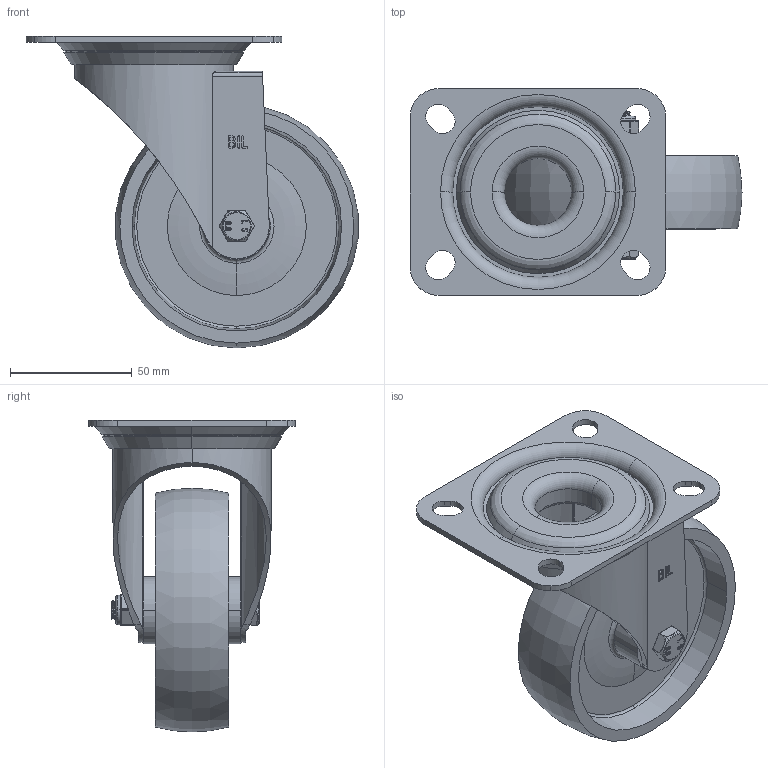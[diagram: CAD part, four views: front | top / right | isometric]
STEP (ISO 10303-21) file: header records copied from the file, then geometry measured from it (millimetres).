
FILE_DESCRIPTION(('STEP AP214'),'1');
FILE_NAME('BZMM100NYB.STEP','2022-02-03T10:26:20',(' '),(' '),'Spatial InterOp 3D',' ',' ');
FILE_SCHEMA(('AUTOMOTIVE_DESIGN { 1 0 10303 214 1 1 1 1 }'));
Length unit declared in the file: metre
Products named in the file (24): ZINC PLATED, PRESSED STEEL TOP PLATE; ZINC PLATED, PRESSED STEEL TOP PLATE Geometry; BALL BEARINGS; Component1; BZMM100AS; ZINC PLATED, PRESSED STEEL FORKS; BEARING SEAL; BZMM100NYB; TUBEM12X40; ZINC PLATED STEEL TUBE; NYLON WHEEL; NYLON WHEEL Geometry; CAP; BZMM100WNYRB; ROLLER BEARING; CAGE; ribs; Component2; HEXBOLTM8X55Z8.8; GRADE 8.8 ZINC PLATED BOLT; NYLOC NUT; NUT; RUBBER; NYLOCM8Z
Assembly tree (53 placements, depth 5):
  BZMM100NYB
    BZMM100AS
      ZINC PLATED, PRESSED STEEL TOP PLATE
        ZINC PLATED, PRESSED STEEL TOP PLATE Geometry
        BALL BEARINGS
          Component1  x24
      ZINC PLATED, PRESSED STEEL FORKS
      BEARING SEAL
    TUBEM12X40
      ZINC PLATED STEEL TUBE
    BZMM100WNYRB
      NYLON WHEEL
        NYLON WHEEL Geometry
        CAP
      ROLLER BEARING
        CAGE
        ribs
          Component2  x8
    HEXBOLTM8X55Z8.8
      GRADE 8.8 ZINC PLATED BOLT
    NYLOCM8Z
      NYLOC NUT
        NUT
        RUBBER
Bounding box: 136.23 x 85 x 128 mm (x, y, z)
Volume: 176761 mm3; surface area: 98139.4 mm2
Topology: 42 solids, 42 shells, 665 faces, 1687 edges, 1006 vertices
Faces by surface type: cylinder 286, plane 185, sphere 90, torus 48, extrusion 28, cone 18, bspline 10
Entity records: 26762 total; most frequent: CARTESIAN_POINT 11481, DIRECTION 3214, ORIENTED_EDGE 2982, EDGE_CURVE 1491, AXIS2_PLACEMENT_3D 1265, VERTEX_POINT 932, VECTOR 684, LINE 656
